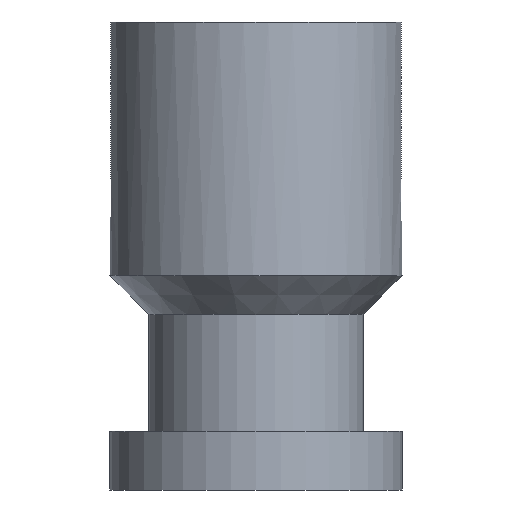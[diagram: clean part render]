
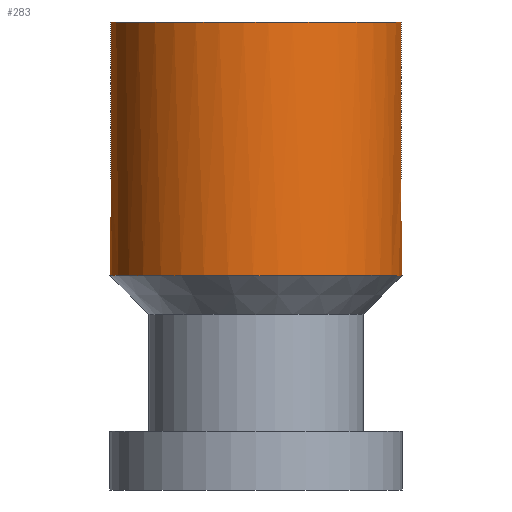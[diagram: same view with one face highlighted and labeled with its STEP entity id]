
A CAD part, front view. The second image highlights one B-rep face of the part: STEP entity #283.
In plain terms, the highlighted cylindrical face has radius 7.5 mm (diameter 15 mm), a full revolution.
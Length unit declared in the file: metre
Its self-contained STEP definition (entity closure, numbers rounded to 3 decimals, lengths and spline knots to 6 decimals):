
#26=CIRCLE('',#316,0.0075);
#27=CIRCLE('',#317,0.0075);
#28=CIRCLE('',#318,0.0075);
#42=LINE('',#446,#58);
#43=LINE('',#450,#59);
#44=LINE('',#457,#60);
#45=LINE('',#461,#61);
#58=VECTOR('',#354,1.);
#59=VECTOR('',#357,1.);
#60=VECTOR('',#358,1.);
#61=VECTOR('',#361,1.);
#74=ORIENTED_EDGE('',*,*,#150,.F.);
#75=ORIENTED_EDGE('',*,*,#151,.T.);
#76=ORIENTED_EDGE('',*,*,#152,.F.);
#77=ORIENTED_EDGE('',*,*,#153,.F.);
#78=ORIENTED_EDGE('',*,*,#154,.T.);
#79=ORIENTED_EDGE('',*,*,#155,.F.);
#80=ORIENTED_EDGE('',*,*,#156,.F.);
#81=ORIENTED_EDGE('',*,*,#157,.F.);
#82=ORIENTED_EDGE('',*,*,#158,.T.);
#150=EDGE_CURVE('',#188,#189,#216,.F.);
#151=EDGE_CURVE('',#188,#190,#42,.T.);
#152=EDGE_CURVE('',#191,#190,#26,.T.);
#153=EDGE_CURVE('',#192,#191,#43,.T.);
#154=EDGE_CURVE('',#192,#193,#217,.T.);
#155=EDGE_CURVE('',#194,#193,#44,.F.);
#156=EDGE_CURVE('',#195,#194,#27,.T.);
#157=EDGE_CURVE('',#189,#195,#45,.T.);
#158=EDGE_CURVE('',#196,#196,#28,.F.);
#188=VERTEX_POINT('',#444);
#189=VERTEX_POINT('',#445);
#190=VERTEX_POINT('',#447);
#191=VERTEX_POINT('',#449);
#192=VERTEX_POINT('',#451);
#193=VERTEX_POINT('',#456);
#194=VERTEX_POINT('',#458);
#195=VERTEX_POINT('',#460);
#196=VERTEX_POINT('',#463);
#216=B_SPLINE_CURVE_WITH_KNOTS('',3,(#440,#441,#442,#443),.UNSPECIFIED.,
 .F.,.F.,(4,4),(0.,1.),.UNSPECIFIED.);
#217=B_SPLINE_CURVE_WITH_KNOTS('',3,(#452,#453,#454,#455),.UNSPECIFIED.,
 .F.,.F.,(4,4),(0.,1.),.UNSPECIFIED.);
#222=EDGE_LOOP('',(#74,#75,#76,#77,#78,#79,#80,#81));
#223=EDGE_LOOP('',(#82));
#250=FACE_BOUND('',#222,.T.);
#251=FACE_BOUND('',#223,.T.);
#278=CYLINDRICAL_SURFACE('',#315,0.0075);
#283=ADVANCED_FACE('',(#250,#251),#278,.T.);
#315=AXIS2_PLACEMENT_3D('',#439,#352,#353);
#316=AXIS2_PLACEMENT_3D('',#448,#355,#356);
#317=AXIS2_PLACEMENT_3D('',#459,#359,#360);
#318=AXIS2_PLACEMENT_3D('',#462,#362,#363);
#352=DIRECTION('',(0.,0.,1.));
#353=DIRECTION('',(1.,0.,0.));
#354=DIRECTION('',(0.,0.,1.));
#355=DIRECTION('',(0.,0.,1.));
#356=DIRECTION('',(-1.,0.,0.));
#357=DIRECTION('',(0.,0.,1.));
#358=DIRECTION('',(0.,0.,1.));
#359=DIRECTION('',(0.,0.,1.));
#360=DIRECTION('',(-1.,0.,0.));
#361=DIRECTION('',(0.,0.,1.));
#362=DIRECTION('',(0.,0.,-1.));
#363=DIRECTION('',(-1.,0.,0.));
#439=CARTESIAN_POINT('',(0.,0.,0.));
#440=CARTESIAN_POINT('',(-0.007436,-0.000978,0.0145));
#441=CARTESIAN_POINT('',(-0.007436,-0.000326,0.0145));
#442=CARTESIAN_POINT('',(-0.007436,0.000326,0.0145));
#443=CARTESIAN_POINT('',(-0.007436,0.000978,0.0145));
#444=CARTESIAN_POINT('',(-0.007436,0.000978,0.0145));
#445=CARTESIAN_POINT('',(-0.007436,-0.000978,0.0145));
#446=CARTESIAN_POINT('',(-0.007436,0.000978,0.));
#447=CARTESIAN_POINT('',(-0.007436,0.000978,0.0225));
#448=CARTESIAN_POINT('',(0.,0.,0.0225));
#449=CARTESIAN_POINT('',(0.007436,0.000978,0.0225));
#450=CARTESIAN_POINT('',(0.007436,0.000978,0.));
#451=CARTESIAN_POINT('',(0.007436,0.000978,0.0145));
#452=CARTESIAN_POINT('',(0.007436,0.000978,0.0145));
#453=CARTESIAN_POINT('',(0.007436,0.000326,0.0145));
#454=CARTESIAN_POINT('',(0.007436,-0.000326,0.0145));
#455=CARTESIAN_POINT('',(0.007436,-0.000978,0.0145));
#456=CARTESIAN_POINT('',(0.007436,-0.000978,0.0145));
#457=CARTESIAN_POINT('',(0.007436,-0.000978,0.));
#458=CARTESIAN_POINT('',(0.007436,-0.000978,0.0225));
#459=CARTESIAN_POINT('',(0.,0.,0.0225));
#460=CARTESIAN_POINT('',(-0.007436,-0.000978,0.0225));
#461=CARTESIAN_POINT('',(-0.007436,-0.000978,0.));
#462=CARTESIAN_POINT('',(0.,0.,0.0095));
#463=CARTESIAN_POINT('',(-0.0075,0.,0.0095));
